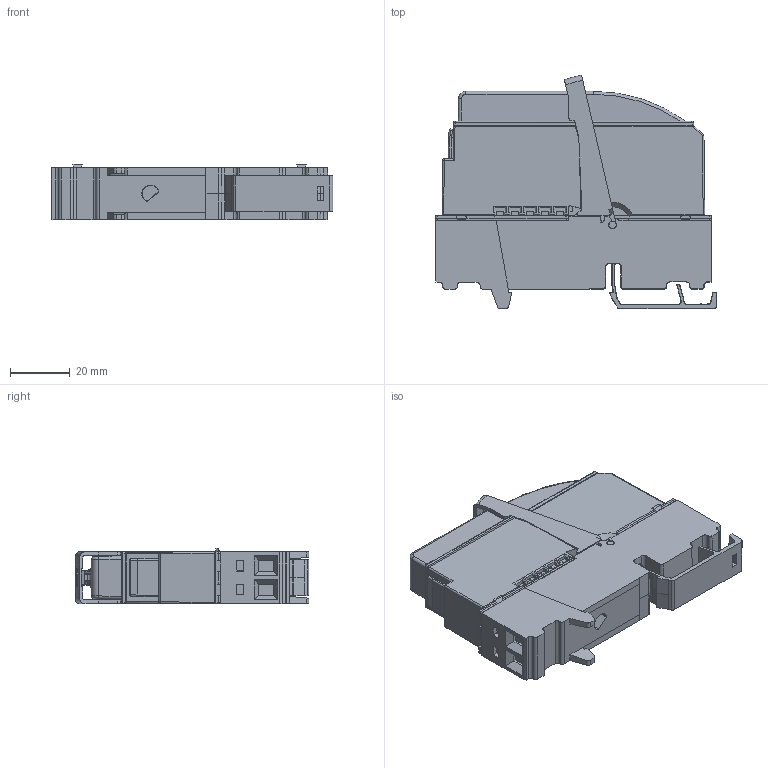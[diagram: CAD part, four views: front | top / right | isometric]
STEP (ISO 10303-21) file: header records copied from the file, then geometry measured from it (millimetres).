
FILE_DESCRIPTION((''),'2;1');
FILE_NAME('CAD-8887_SW0001','2023-11-16T09:50:57',('creinig-se'),(''),'CREO PARAMETRIC BY PTC INC, 2022284','CREO PARAMETRIC BY PTC INC, 2022284','');
FILE_SCHEMA(('CONFIG_CONTROL_DESIGN','SHAPE_APPEARANCE_LAYERS_GROUPS'));
Length unit declared in the file: millimetre
Products named in the file (1): CAD-8887_SW0001
Bounding box: 94.1 x 77.95 x 18.65 mm (x, y, z)
Volume: 87897.5 mm3; surface area: 25439.3 mm2
Topology: 1 solids, 6 shells, 1095 faces, 2898 edges, 1791 vertices
Faces by surface type: plane 723, cylinder 170, cone 113, torus 41, bspline 32, sphere 16
Entity records: 44089 total; most frequent: CARTESIAN_POINT 9750, ORIENTED_EDGE 5764, DIRECTION 5202, EDGE_CURVE 2882, VECTOR 2074, LINE 2074, VERTEX_POINT 1791, AXIS2_PLACEMENT_3D 1564
